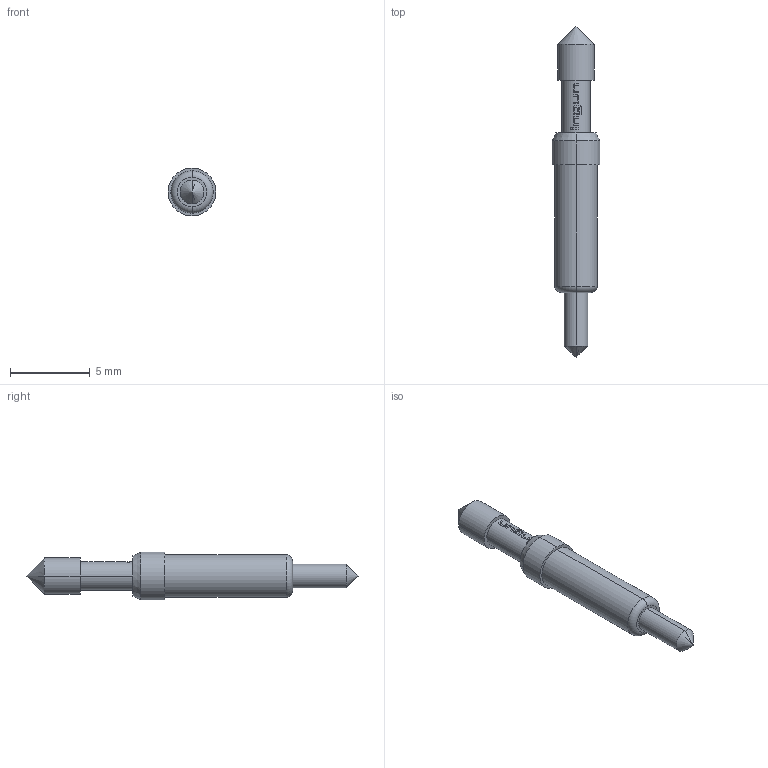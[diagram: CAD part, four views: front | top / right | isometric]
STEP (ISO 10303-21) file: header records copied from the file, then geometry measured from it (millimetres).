
FILE_DESCRIPTION (( 'STEP AP203' ), '1' );
FILE_NAME ('INGUN_GKS-913_358_230_R_xx02_1.STEP', '2021-09-20T07:39:59', ( 'ochi' ), ( '' ), 'SwSTEP 2.0', 'SolidWorks 2018', '' );
FILE_SCHEMA (( 'CONFIG_CONTROL_DESIGN' ));
Length unit declared in the file: millimetre
Products named in the file (1): INGUN_GKS-913_358_230_R_xx02_1
Bounding box: 3 x 20.8 x 3 mm (x, y, z)
Volume: 83.2 mm3; surface area: 152.6 mm2
Topology: 1 solids, 1 shells, 90 faces, 232 edges, 150 vertices
Faces by surface type: bspline 57, cylinder 16, plane 9, cone 6, torus 2
Entity records: 4029 total; most frequent: CARTESIAN_POINT 2294, ORIENTED_EDGE 456, EDGE_CURVE 228, B_SPLINE_CURVE_WITH_KNOTS 186, VERTEX_POINT 150, DIRECTION 136, EDGE_LOOP 100, ADVANCED_FACE 90
